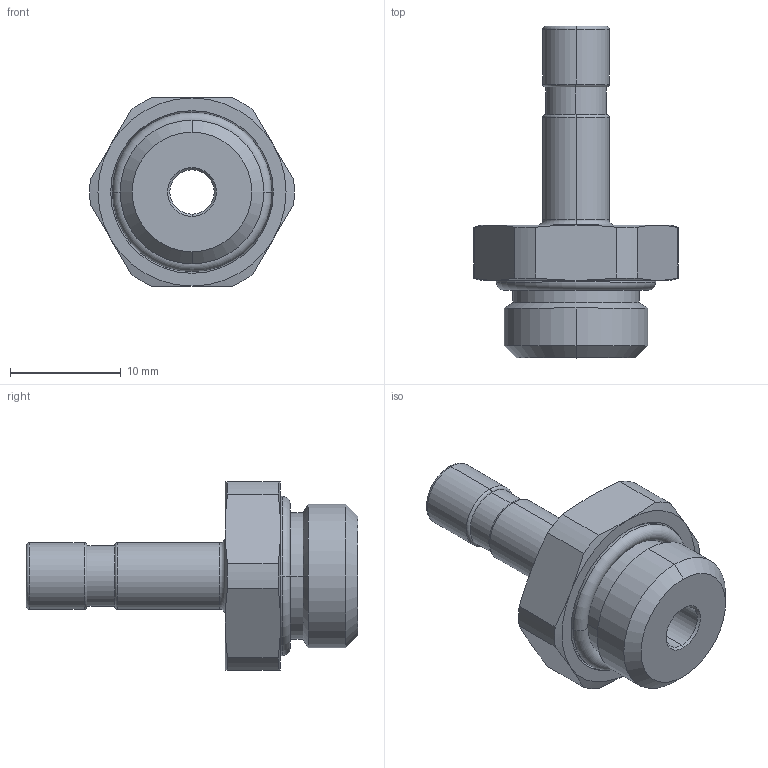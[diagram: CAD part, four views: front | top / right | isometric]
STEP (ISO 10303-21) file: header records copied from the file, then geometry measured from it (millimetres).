
FILE_DESCRIPTION((''),'2;1');
FILE_NAME('337513B_908M-6-1-4','2009-06-08T',('avs313'),(''),'PRO/ENGINEER BY PARAMETRIC TECHNOLOGY CORPORATION, 2007370','PRO/ENGINEER BY PARAMETRIC TECHNOLOGY CORPORATION, 2007370','');
FILE_SCHEMA(('CONFIG_CONTROL_DESIGN'));
Length unit declared in the file: millimetre
Products named in the file (1): 337513B_908M-6-1-4
Bounding box: 18.49 x 30 x 17 mm (x, y, z)
Volume: 2220.1 mm3; surface area: 1979.5 mm2
Topology: 2 solids, 2 shells, 63 faces, 138 edges, 80 vertices
Faces by surface type: cone 22, cylinder 18, torus 12, plane 11
Entity records: 1820 total; most frequent: CARTESIAN_POINT 381, DIRECTION 320, ORIENTED_EDGE 276, AXIS2_PLACEMENT_3D 143, EDGE_CURVE 138, VERTEX_POINT 80, CIRCLE 80, EDGE_LOOP 68
